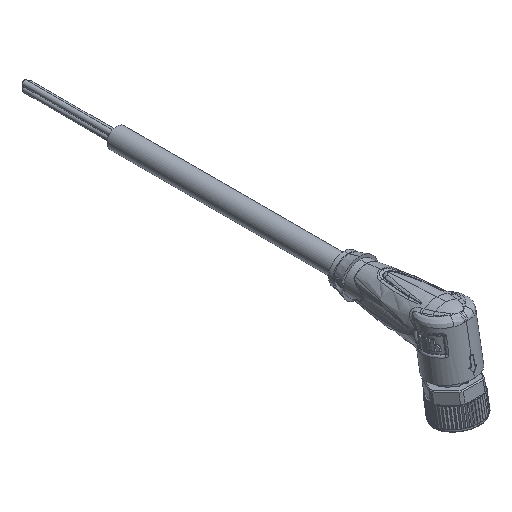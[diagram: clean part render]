
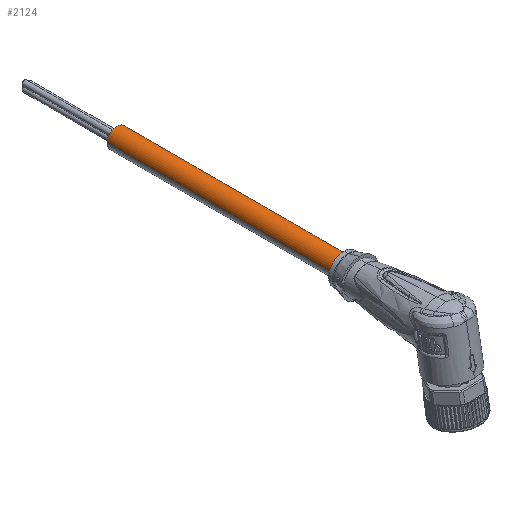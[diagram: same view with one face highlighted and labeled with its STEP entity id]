
A CAD part, isometric view. The second image highlights one B-rep face of the part: STEP entity #2124.
In plain terms, the highlighted cylindrical face has radius 2.15 mm (diameter 4.3 mm), a partial arc.
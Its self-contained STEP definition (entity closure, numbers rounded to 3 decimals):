
#2124=ADVANCED_FACE('',(#6117),#6118,.T.);
#6117=FACE_OUTER_BOUND('',#11639,.T.);
#6118=CYLINDRICAL_SURFACE('',#11640,2.15);
#11639=EDGE_LOOP('',(#94357,#94358,#94359,#94360));
#11640=AXIS2_PLACEMENT_3D('',#94361,#94362,#94363);
#94357=ORIENTED_EDGE('',*,*,#103343,.T.);
#94358=ORIENTED_EDGE('',*,*,#103348,.F.);
#94359=ORIENTED_EDGE('',*,*,#103345,.T.);
#94360=ORIENTED_EDGE('',*,*,#103349,.F.);
#94361=CARTESIAN_POINT('',(0.0,47.5,0.0));
#94362=DIRECTION('',(-0.0,1.0,0.0));
#94363=DIRECTION('',(1.0,0.0,0.0));
#103343=EDGE_CURVE('',#105444,#105445,#105446,.T.);
#103345=EDGE_CURVE('',#105449,#105447,#105450,.T.);
#103348=EDGE_CURVE('',#105449,#105445,#105453,.T.);
#103349=EDGE_CURVE('',#105444,#105447,#105454,.T.);
#105444=VERTEX_POINT('',#108283);
#105445=VERTEX_POINT('',#108284);
#105446=LINE('',#108285,#108286);
#105447=VERTEX_POINT('',#108287);
#105449=VERTEX_POINT('',#108289);
#105450=LINE('',#108290,#108291);
#105453=CIRCLE('',#108294,2.15);
#105454=CIRCLE('',#108295,2.15);
#108283=CARTESIAN_POINT('',(2.15,22.5,0.0));
#108284=CARTESIAN_POINT('',(2.15,72.5,0.0));
#108285=CARTESIAN_POINT('',(2.15,47.5,0.));
#108286=VECTOR('',#116987,1.0);
#108287=CARTESIAN_POINT('',(-2.15,22.5,0.));
#108289=CARTESIAN_POINT('',(-2.15,72.5,0.));
#108290=CARTESIAN_POINT('',(-2.15,47.5,0.));
#108291=VECTOR('',#116991,1.0);
#108294=AXIS2_PLACEMENT_3D('',#116995,#116996,#116997);
#108295=AXIS2_PLACEMENT_3D('',#116998,#116999,#117000);
#116987=DIRECTION('',(0.0,1.0,0.0));
#116991=DIRECTION('',(-0.0,-1.0,-0.0));
#116995=CARTESIAN_POINT('',(0.0,72.5,0.0));
#116996=DIRECTION('',(-0.0,1.0,0.0));
#116997=DIRECTION('',(1.0,0.0,0.0));
#116998=CARTESIAN_POINT('',(0.0,22.5,0.0));
#116999=DIRECTION('',(0.0,-1.0,0.0));
#117000=DIRECTION('',(1.0,0.0,0.0));
